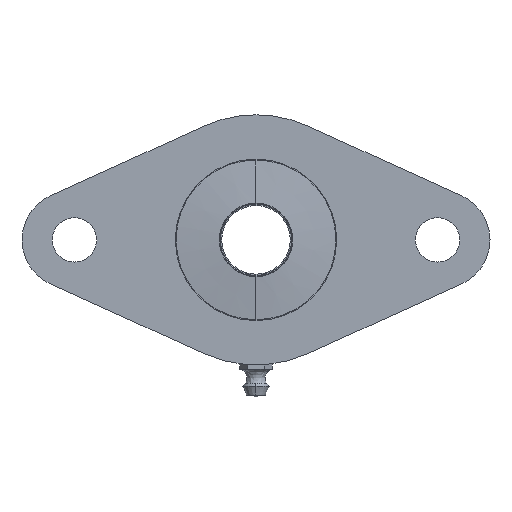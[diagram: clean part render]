
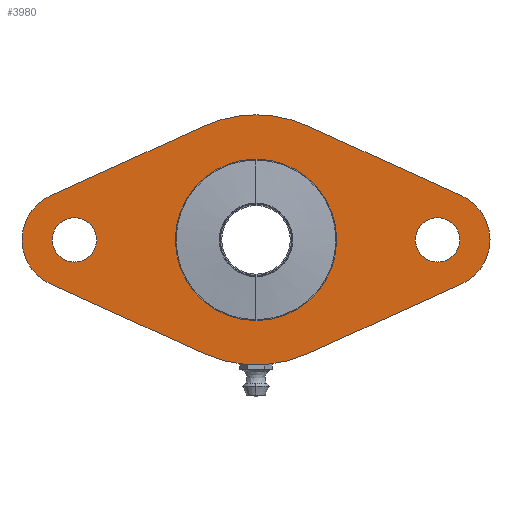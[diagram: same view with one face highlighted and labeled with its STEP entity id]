
A CAD part, front view. The second image highlights one B-rep face of the part: STEP entity #3980.
In plain terms, the highlighted planar face has unit normal (0, -1, 0).
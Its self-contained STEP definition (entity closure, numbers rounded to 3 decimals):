
#38 = FACE_BOUND ( 'NONE', #2334, .T. ) ;
#55 = CARTESIAN_POINT ( 'NONE',  ( 0., -20., 0. ) ) ;
#62 = CARTESIAN_POINT ( 'NONE',  ( 12.804, -20., 28.232 ) ) ;
#104 = LINE ( 'NONE', #303, #3048 ) ;
#105 = ORIENTED_EDGE ( 'NONE', *, *, #1543, .T. ) ;
#127 = CIRCLE ( 'NONE', #1955, 31. ) ;
#129 = VERTEX_POINT ( 'NONE', #906 ) ;
#165 = EDGE_LOOP ( 'NONE', ( #3013, #1279, #2075, #691, #4904, #857, #2004, #3762, #3717 ) ) ;
#198 = EDGE_CURVE ( 'NONE', #285, #1189, #4193, .T. ) ;
#221 = CARTESIAN_POINT ( 'NONE',  ( -45., -20., 0. ) ) ;
#227 = ORIENTED_EDGE ( 'NONE', *, *, #4619, .T. ) ;
#266 = DIRECTION ( 'NONE',  ( 0., 0., 1. ) ) ;
#270 = DIRECTION ( 'NONE',  ( 0., 1., 0. ) ) ;
#280 = CARTESIAN_POINT ( 'NONE',  ( 0., -20., 31. ) ) ;
#285 = VERTEX_POINT ( 'NONE', #1385 ) ;
#303 = CARTESIAN_POINT ( 'NONE',  ( 50.957, -20., 10.929 ) ) ;
#332 = VECTOR ( 'NONE', #2120, 1000. ) ;
#341 = AXIS2_PLACEMENT_3D ( 'NONE', #611, #270, #1411 ) ;
#367 = CARTESIAN_POINT ( 'NONE',  ( 45., -20., 0. ) ) ;
#389 = VERTEX_POINT ( 'NONE', #3703 ) ;
#393 = VECTOR ( 'NONE', #3795, 1000. ) ;
#416 = DIRECTION ( 'NONE',  ( 0., 1., 0. ) ) ;
#554 = DIRECTION ( 'NONE',  ( 0., 0., 1. ) ) ;
#600 = DIRECTION ( 'NONE',  ( 0., 0., 1. ) ) ;
#610 = CIRCLE ( 'NONE', #3519, 20. ) ;
#611 = CARTESIAN_POINT ( 'NONE',  ( -46., -20., 0. ) ) ;
#620 = DIRECTION ( 'NONE',  ( 0., 1., 0. ) ) ;
#635 = DIRECTION ( 'NONE',  ( 0., 0., 1. ) ) ;
#640 = CARTESIAN_POINT ( 'NONE',  ( -50.957, -20., 10.929 ) ) ;
#677 = FACE_BOUND ( 'NONE', #3345, .T. ) ;
#691 = ORIENTED_EDGE ( 'NONE', *, *, #4055, .F. ) ;
#728 = DIRECTION ( 'NONE',  ( 0., 0., 1. ) ) ;
#788 = CIRCLE ( 'NONE', #964, 31. ) ;
#857 = ORIENTED_EDGE ( 'NONE', *, *, #198, .F. ) ;
#891 = CARTESIAN_POINT ( 'NONE',  ( 0., -20., -20. ) ) ;
#906 = CARTESIAN_POINT ( 'NONE',  ( 45., -20., -5.5 ) ) ;
#927 = CARTESIAN_POINT ( 'NONE',  ( 0., -20., 20. ) ) ;
#964 = AXIS2_PLACEMENT_3D ( 'NONE', #4017, #1646, #554 ) ;
#965 = DIRECTION ( 'NONE',  ( 0., 0., 1. ) ) ;
#987 = CARTESIAN_POINT ( 'NONE',  ( -12.804, -20., 28.232 ) ) ;
#1049 = EDGE_CURVE ( 'NONE', #1736, #4812, #610, .T. ) ;
#1060 = DIRECTION ( 'NONE',  ( 0., 1., 0. ) ) ;
#1063 = CIRCLE ( 'NONE', #1900, 31. ) ;
#1139 = AXIS2_PLACEMENT_3D ( 'NONE', #2525, #2158, #600 ) ;
#1189 = VERTEX_POINT ( 'NONE', #3190 ) ;
#1279 = ORIENTED_EDGE ( 'NONE', *, *, #3035, .F. ) ;
#1345 = EDGE_CURVE ( 'NONE', #1514, #3078, #3686, .T. ) ;
#1385 = CARTESIAN_POINT ( 'NONE',  ( 50.957, -20., -10.929 ) ) ;
#1411 = DIRECTION ( 'NONE',  ( 0., 0., 1. ) ) ;
#1514 = VERTEX_POINT ( 'NONE', #4140 ) ;
#1543 = EDGE_CURVE ( 'NONE', #2259, #129, #3929, .T. ) ;
#1610 = CIRCLE ( 'NONE', #4868, 20. ) ;
#1627 = AXIS2_PLACEMENT_3D ( 'NONE', #2303, #2644, #1873 ) ;
#1642 = CARTESIAN_POINT ( 'NONE',  ( -12.804, -20., -28.232 ) ) ;
#1646 = DIRECTION ( 'NONE',  ( 0., 1., 0. ) ) ;
#1728 = EDGE_CURVE ( 'NONE', #4967, #2681, #788, .T. ) ;
#1736 = VERTEX_POINT ( 'NONE', #927 ) ;
#1756 = AXIS2_PLACEMENT_3D ( 'NONE', #367, #416, #728 ) ;
#1797 = LINE ( 'NONE', #3181, #2526 ) ;
#1864 = CARTESIAN_POINT ( 'NONE',  ( 0., -20., 0. ) ) ;
#1867 = EDGE_CURVE ( 'NONE', #2302, #285, #4103, .T. ) ;
#1873 = DIRECTION ( 'NONE',  ( 0., 0., 1. ) ) ;
#1900 = AXIS2_PLACEMENT_3D ( 'NONE', #4792, #620, #2185 ) ;
#1919 = ORIENTED_EDGE ( 'NONE', *, *, #4123, .T. ) ;
#1955 = AXIS2_PLACEMENT_3D ( 'NONE', #2192, #2565, #3004 ) ;
#2004 = ORIENTED_EDGE ( 'NONE', *, *, #1867, .F. ) ;
#2045 = CARTESIAN_POINT ( 'NONE',  ( 45., -20., 5.5 ) ) ;
#2075 = ORIENTED_EDGE ( 'NONE', *, *, #3415, .F. ) ;
#2103 = CARTESIAN_POINT ( 'NONE',  ( -45., -20., 5.5 ) ) ;
#2120 = DIRECTION ( 'NONE',  ( -0.911, 0., -0.413 ) ) ;
#2158 = DIRECTION ( 'NONE',  ( 0., 1., 0. ) ) ;
#2167 = VERTEX_POINT ( 'NONE', #62 ) ;
#2185 = DIRECTION ( 'NONE',  ( 0., 0., 1. ) ) ;
#2192 = CARTESIAN_POINT ( 'NONE',  ( 0., -20., 0. ) ) ;
#2218 = CARTESIAN_POINT ( 'NONE',  ( -12.804, -20., -28.232 ) ) ;
#2230 = DIRECTION ( 'NONE',  ( 0., 1., 0. ) ) ;
#2259 = VERTEX_POINT ( 'NONE', #2045 ) ;
#2302 = VERTEX_POINT ( 'NONE', #3978 ) ;
#2303 = CARTESIAN_POINT ( 'NONE',  ( 45., -20., 0. ) ) ;
#2334 = EDGE_LOOP ( 'NONE', ( #3888, #227 ) ) ;
#2351 = DIRECTION ( 'NONE',  ( 0., 0., 1. ) ) ;
#2388 = EDGE_CURVE ( 'NONE', #2681, #2167, #127, .T. ) ;
#2456 = FACE_OUTER_BOUND ( 'NONE', #165, .T. ) ;
#2525 = CARTESIAN_POINT ( 'NONE',  ( 46., -20., 0. ) ) ;
#2526 = VECTOR ( 'NONE', #3227, 1000. ) ;
#2565 = DIRECTION ( 'NONE',  ( 0., 1., 0. ) ) ;
#2577 = DIRECTION ( 'NONE',  ( 0., 1., 0. ) ) ;
#2644 = DIRECTION ( 'NONE',  ( 0., 1., 0. ) ) ;
#2681 = VERTEX_POINT ( 'NONE', #280 ) ;
#2874 = DIRECTION ( 'NONE',  ( 0., 1., 0. ) ) ;
#2990 = CARTESIAN_POINT ( 'NONE',  ( -45., -20., 0. ) ) ;
#3004 = DIRECTION ( 'NONE',  ( 0., 0., 1. ) ) ;
#3013 = ORIENTED_EDGE ( 'NONE', *, *, #1728, .F. ) ;
#3035 = EDGE_CURVE ( 'NONE', #3982, #4967, #1797, .T. ) ;
#3040 = VERTEX_POINT ( 'NONE', #1642 ) ;
#3048 = VECTOR ( 'NONE', #3417, 1000. ) ;
#3062 = ORIENTED_EDGE ( 'NONE', *, *, #4578, .T. ) ;
#3078 = VERTEX_POINT ( 'NONE', #2103 ) ;
#3133 = AXIS2_PLACEMENT_3D ( 'NONE', #2990, #1060, #3789 ) ;
#3140 = DIRECTION ( 'NONE',  ( 0., 1., 0. ) ) ;
#3181 = CARTESIAN_POINT ( 'NONE',  ( -50.957, -20., 10.929 ) ) ;
#3190 = CARTESIAN_POINT ( 'NONE',  ( 12.804, -20., -28.232 ) ) ;
#3227 = DIRECTION ( 'NONE',  ( 0.911, 0., 0.413 ) ) ;
#3345 = EDGE_LOOP ( 'NONE', ( #3062, #4680 ) ) ;
#3415 = EDGE_CURVE ( 'NONE', #389, #3982, #4256, .T. ) ;
#3417 = DIRECTION ( 'NONE',  ( 0.911, 0., -0.413 ) ) ;
#3476 = EDGE_CURVE ( 'NONE', #2167, #2302, #104, .T. ) ;
#3519 = AXIS2_PLACEMENT_3D ( 'NONE', #55, #3140, #2351 ) ;
#3638 = CIRCLE ( 'NONE', #1627, 5.5 ) ;
#3686 = CIRCLE ( 'NONE', #4622, 5.5 ) ;
#3703 = CARTESIAN_POINT ( 'NONE',  ( -50.957, -20., -10.929 ) ) ;
#3717 = ORIENTED_EDGE ( 'NONE', *, *, #2388, .F. ) ;
#3762 = ORIENTED_EDGE ( 'NONE', *, *, #3476, .F. ) ;
#3789 = DIRECTION ( 'NONE',  ( 0., 0., 1. ) ) ;
#3795 = DIRECTION ( 'NONE',  ( -0.911, 0., 0.413 ) ) ;
#3888 = ORIENTED_EDGE ( 'NONE', *, *, #1049, .T. ) ;
#3929 = CIRCLE ( 'NONE', #1756, 5.5 ) ;
#3956 = AXIS2_PLACEMENT_3D ( 'NONE', #4881, #2577, #266 ) ;
#3978 = CARTESIAN_POINT ( 'NONE',  ( 50.957, -20., 10.929 ) ) ;
#3980 = ADVANCED_FACE ( 'NONE', ( #38, #4547, #677, #2456 ), #4488, .F. ) ;
#3982 = VERTEX_POINT ( 'NONE', #640 ) ;
#4017 = CARTESIAN_POINT ( 'NONE',  ( 0., -20., 0. ) ) ;
#4055 = EDGE_CURVE ( 'NONE', #3040, #389, #4791, .T. ) ;
#4060 = CARTESIAN_POINT ( 'NONE',  ( 12.804, -20., -28.232 ) ) ;
#4074 = EDGE_LOOP ( 'NONE', ( #105, #1919 ) ) ;
#4103 = CIRCLE ( 'NONE', #1139, 12. ) ;
#4123 = EDGE_CURVE ( 'NONE', #129, #2259, #3638, .T. ) ;
#4140 = CARTESIAN_POINT ( 'NONE',  ( -45., -20., -5.5 ) ) ;
#4193 = LINE ( 'NONE', #4060, #332 ) ;
#4256 = CIRCLE ( 'NONE', #341, 12. ) ;
#4334 = CIRCLE ( 'NONE', #3133, 5.5 ) ;
#4488 = PLANE ( 'NONE',  #3956 ) ;
#4547 = FACE_BOUND ( 'NONE', #4074, .T. ) ;
#4578 = EDGE_CURVE ( 'NONE', #3078, #1514, #4334, .T. ) ;
#4619 = EDGE_CURVE ( 'NONE', #4812, #1736, #1610, .T. ) ;
#4622 = AXIS2_PLACEMENT_3D ( 'NONE', #221, #2874, #965 ) ;
#4680 = ORIENTED_EDGE ( 'NONE', *, *, #1345, .T. ) ;
#4791 = LINE ( 'NONE', #2218, #393 ) ;
#4792 = CARTESIAN_POINT ( 'NONE',  ( 0., -20., 0. ) ) ;
#4812 = VERTEX_POINT ( 'NONE', #891 ) ;
#4868 = AXIS2_PLACEMENT_3D ( 'NONE', #1864, #2230, #635 ) ;
#4881 = CARTESIAN_POINT ( 'NONE',  ( 0., -20., 0. ) ) ;
#4904 = ORIENTED_EDGE ( 'NONE', *, *, #4982, .F. ) ;
#4967 = VERTEX_POINT ( 'NONE', #987 ) ;
#4982 = EDGE_CURVE ( 'NONE', #1189, #3040, #1063, .T. ) ;
